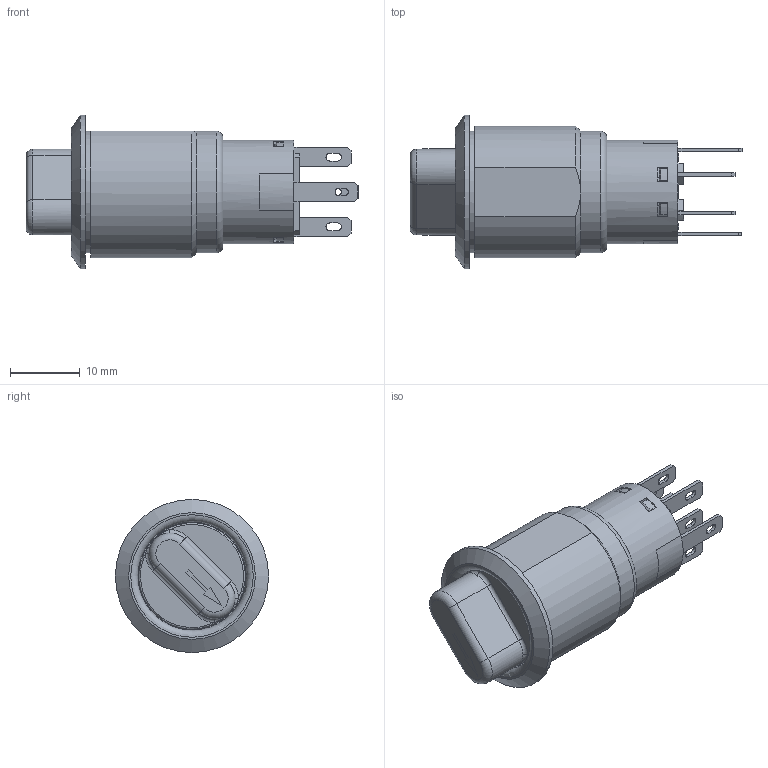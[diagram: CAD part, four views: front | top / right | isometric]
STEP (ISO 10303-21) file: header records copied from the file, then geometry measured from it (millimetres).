
FILE_DESCRIPTION(/* description */ (''),/* implementation_level */ '2;1');
FILE_NAME(/* name */ 'PVK4S22x0SS-Axx.stp',/* time_stamp */ '2022-08-03T14:06:32-05:00',/* author */ ('mroman'),/* organization */ (''),/* preprocessor_version */ 'ST-DEVELOPER v18.1',/* originating_system */ 'Autodesk Inventor 2020',/* authorisation */ '');
FILE_SCHEMA (('AUTOMOTIVE_DESIGN { 1 0 10303 214 3 1 1 }'));
Length unit declared in the file: millimetre
Products named in the file (1): PVK4S22x0SS-Axx
Bounding box: 47.7 x 22 x 22 mm (x, y, z)
Volume: 10151.7 mm3; surface area: 4007 mm2
Topology: 2 solids, 2 shells, 287 faces, 797 edges, 526 vertices
Faces by surface type: plane 194, cylinder 48, bspline 29, torus 9, cone 7
Full cylindrical faces by diameter (mm): 14.5 x1, 14.9 x1, 15 x1, 15.3 x1, 15.6 x1, 17.5 x2, 22 x1
Entity records: 9462 total; most frequent: CARTESIAN_POINT 2102, ORIENTED_EDGE 1586, DIRECTION 1420, EDGE_CURVE 793, LINE 544, VECTOR 544, VERTEX_POINT 524, AXIS2_PLACEMENT_3D 438
